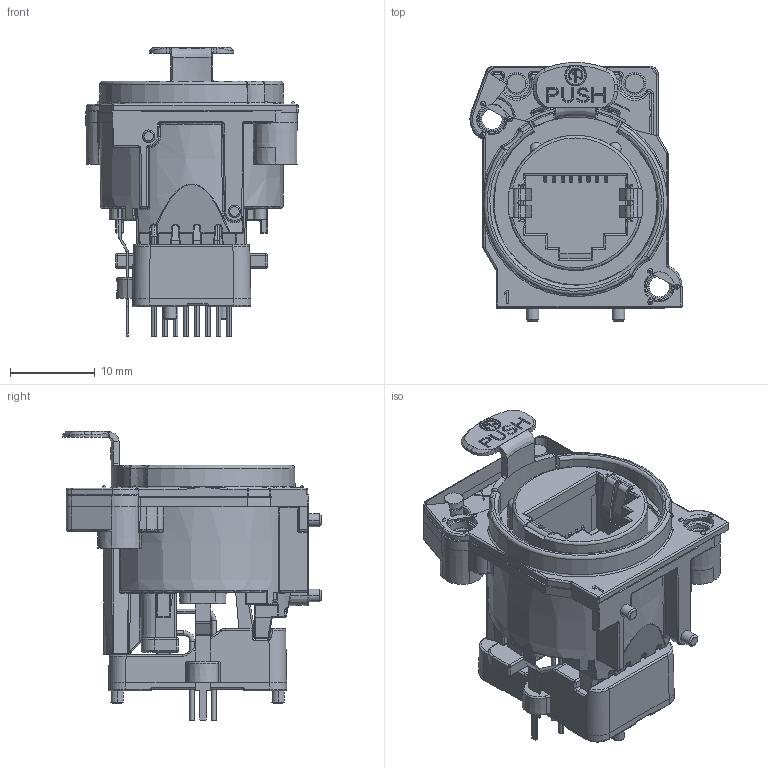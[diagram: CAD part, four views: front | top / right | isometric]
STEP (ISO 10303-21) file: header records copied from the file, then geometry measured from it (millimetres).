
FILE_DESCRIPTION((''),'2;1');
FILE_NAME('30010608','2023-06-21T11:33:52',('SYSTEM'),(''),'CREO PARAMETRIC BY PTC INC, 2021184','CREO PARAMETRIC BY PTC INC, 2021184','');
FILE_SCHEMA(('CONFIG_CONTROL_DESIGN'));
Products named in the file (1): 30010608
Bounding box: 25.1 x 30.61 x 34.2 mm (x, y, z)
Volume: 7068.9 mm3; surface area: 6339.6 mm2
Topology: 1 solids, 3 shells, 2490 faces, 6063 edges, 3593 vertices
Faces by surface type: plane 940, cylinder 800, bspline 314, cone 154, torus 142, sphere 140
Entity records: 85962 total; most frequent: CARTESIAN_POINT 30206, ORIENTED_EDGE 12090, DIRECTION 10997, EDGE_CURVE 6045, AXIS2_PLACEMENT_3D 3962, VERTEX_POINT 3591, VECTOR 3073, LINE 3073
